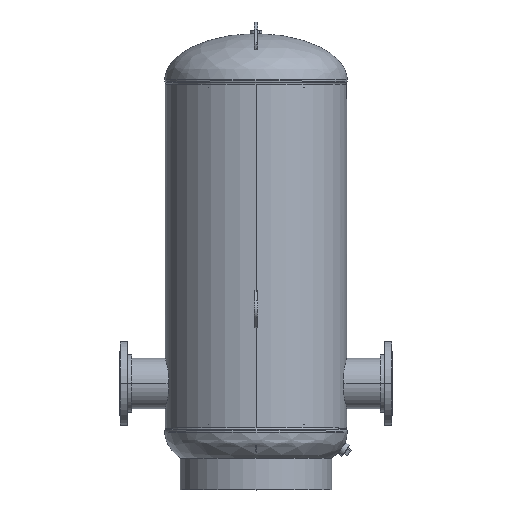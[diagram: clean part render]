
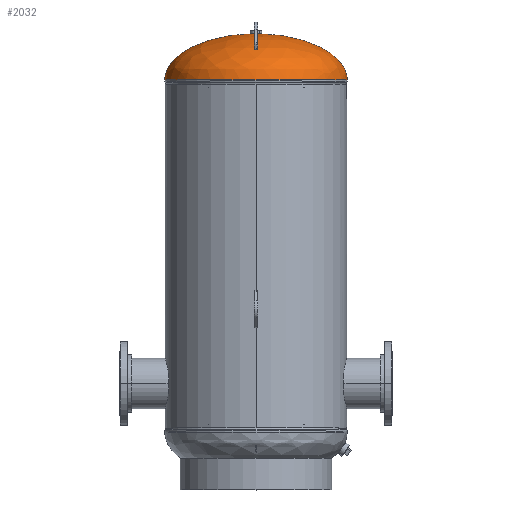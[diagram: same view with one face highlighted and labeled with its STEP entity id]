
A CAD part, top view. The second image highlights one B-rep face of the part: STEP entity #2032.
In plain terms, the highlighted free-form (B-spline) face has degree [3, 3] with [4, 4] control points.
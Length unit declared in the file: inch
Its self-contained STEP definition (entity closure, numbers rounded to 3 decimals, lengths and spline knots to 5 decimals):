
#47 = CARTESIAN_POINT ( 'NONE',  ( 0., 6.62626, 0.625 ) ) ;
#83 = ORIENTED_EDGE ( 'NONE', *, *, #12204, .F. ) ;
#327 =( BOUNDED_SURFACE ( )  B_SPLINE_SURFACE ( 3, 3, ( 
 ( #7024, #11107, #11999, #2349 ),
 ( #6239, #10143, #1400, #11806 ),
 ( #6960, #10865, #9897, #8334 ),
 ( #576, #10270, #1590, #12487 ) ),
 .UNSPECIFIED., .F., .F., .F. ) 
 B_SPLINE_SURFACE_WITH_KNOTS ( ( 4, 4 ),
 ( 4, 4 ),
 ( 0., 1. ),
 ( 0., 1. ),
 .UNSPECIFIED. ) 
 GEOMETRIC_REPRESENTATION_ITEM ( )  RATIONAL_B_SPLINE_SURFACE ( (
 ( 1., 0.333, 0.333, 1.),
 ( 0.817, 0.272, 0.272, 0.817),
 ( 0.817, 0.272, 0.272, 0.817),
 ( 1., 0.333, 0.333, 1.) ) ) 
 REPRESENTATION_ITEM ( '' )  SURFACE ( )  );
#401 = CARTESIAN_POINT ( 'NONE',  ( -12., 0.56, 0. ) ) ;
#576 = CARTESIAN_POINT ( 'NONE',  ( 12., 0.56, 0. ) ) ;
#1031 = EDGE_CURVE ( 'NONE', #6972, #9492, #12359, .T. ) ;
#1278 = ORIENTED_EDGE ( 'NONE', *, *, #1031, .T. ) ;
#1400 = CARTESIAN_POINT ( 'NONE',  ( -7.35823, 6.44849, 14.71646 ) ) ;
#1590 = CARTESIAN_POINT ( 'NONE',  ( -12., 0.56, 24. ) ) ;
#2032 = ADVANCED_FACE ( 'NONE', ( #9121 ), #327, .F. ) ;
#2349 = CARTESIAN_POINT ( 'NONE',  ( -0.625, 6.62626, 0. ) ) ;
#2787 = DIRECTION ( 'NONE',  ( 1., 0., 0. ) ) ;
#3110 = AXIS2_PLACEMENT_3D ( 'NONE', #3811, #4640, #6489 ) ;
#3340 = ORIENTED_EDGE ( 'NONE', *, *, #3861, .F. ) ;
#3600 = CARTESIAN_POINT ( 'NONE',  ( 12., 0.56, 0. ) ) ;
#3617 = DIRECTION ( 'NONE',  ( 0., 1., 0. ) ) ;
#3747 = CARTESIAN_POINT ( 'NONE',  ( 0., 6.62626, 0. ) ) ;
#3771 = CARTESIAN_POINT ( 'NONE',  ( 12., 0.56, 0. ) ) ;
#3811 = CARTESIAN_POINT ( 'NONE',  ( 0., 6.62626, 0. ) ) ;
#3861 = EDGE_CURVE ( 'NONE', #7435, #9492, #5789, .T. ) ;
#4389 = EDGE_CURVE ( 'NONE', #6972, #6732, #8632, .T. ) ;
#4476 = CARTESIAN_POINT ( 'NONE',  ( -12., 0.56, 0. ) ) ;
#4595 = CARTESIAN_POINT ( 'NONE',  ( 0.625, 6.62626, 0. ) ) ;
#4640 = DIRECTION ( 'NONE',  ( 0., 1., 0. ) ) ;
#5453 = CARTESIAN_POINT ( 'NONE',  ( 7.35823, 6.44849, 0. ) ) ;
#5789 = CIRCLE ( 'NONE', #7198, 12. ) ;
#6145 = CARTESIAN_POINT ( 'NONE',  ( -0.625, 6.62626, 0. ) ) ;
#6239 = CARTESIAN_POINT ( 'NONE',  ( 7.35823, 6.44849, 0. ) ) ;
#6489 = DIRECTION ( 'NONE',  ( 1., 0., 0. ) ) ;
#6732 = VERTEX_POINT ( 'NONE', #47 ) ;
#6960 = CARTESIAN_POINT ( 'NONE',  ( 12., 3.97305, 0. ) ) ;
#6972 = VERTEX_POINT ( 'NONE', #6145 ) ;
#7024 = CARTESIAN_POINT ( 'NONE',  ( 0.625, 6.62626, 0. ) ) ;
#7153 = VERTEX_POINT ( 'NONE', #4595 ) ;
#7198 = AXIS2_PLACEMENT_3D ( 'NONE', #10871, #8758, #11878 ) ;
#7362 = CIRCLE ( 'NONE', #3110, 0.625 ) ;
#7435 = VERTEX_POINT ( 'NONE', #3771 ) ;
#7825 = EDGE_LOOP ( 'NONE', ( #12179, #1278, #3340, #10456, #83 ) ) ;
#8334 = CARTESIAN_POINT ( 'NONE',  ( -12., 3.97305, 0. ) ) ;
#8427 = CARTESIAN_POINT ( 'NONE',  ( -0.625, 6.62626, 0. ) ) ;
#8632 = CIRCLE ( 'NONE', #8857, 0.625 ) ;
#8758 = DIRECTION ( 'NONE',  ( 0., -1., 0. ) ) ;
#8857 = AXIS2_PLACEMENT_3D ( 'NONE', #3747, #3617, #2787 ) ;
#9121 = FACE_OUTER_BOUND ( 'NONE', #7825, .T. ) ;
#9492 = VERTEX_POINT ( 'NONE', #401 ) ;
#9897 = CARTESIAN_POINT ( 'NONE',  ( -12., 3.97305, 24. ) ) ;
#10143 = CARTESIAN_POINT ( 'NONE',  ( 7.35823, 6.44849, 14.71646 ) ) ;
#10270 = CARTESIAN_POINT ( 'NONE',  ( 12., 0.56, 24. ) ) ;
#10456 = ORIENTED_EDGE ( 'NONE', *, *, #11827, .F. ) ;
#10760 =( BOUNDED_CURVE ( )  B_SPLINE_CURVE ( 3, ( #12415, #5453, #12351, #3600 ),
 .UNSPECIFIED., .F., .F. ) 
 B_SPLINE_CURVE_WITH_KNOTS ( ( 4, 4 ),
 ( 1.6229, 3.14159 ),
 .UNSPECIFIED. ) 
 CURVE ( )  GEOMETRIC_REPRESENTATION_ITEM ( )  RATIONAL_B_SPLINE_CURVE ( ( 1., 0.817, 0.817, 1. ) ) 
 REPRESENTATION_ITEM ( '' )  );
#10865 = CARTESIAN_POINT ( 'NONE',  ( 12., 3.97305, 24. ) ) ;
#10871 = CARTESIAN_POINT ( 'NONE',  ( 0., 0.56, 0. ) ) ;
#11107 = CARTESIAN_POINT ( 'NONE',  ( 0.625, 6.62626, 1.25 ) ) ;
#11806 = CARTESIAN_POINT ( 'NONE',  ( -7.35823, 6.44849, 0. ) ) ;
#11827 = EDGE_CURVE ( 'NONE', #7153, #7435, #10760, .T. ) ;
#11878 = DIRECTION ( 'NONE',  ( 1., 0., 0. ) ) ;
#11999 = CARTESIAN_POINT ( 'NONE',  ( -0.625, 6.62626, 1.25 ) ) ;
#12151 = CARTESIAN_POINT ( 'NONE',  ( -7.35823, 6.44849, 0. ) ) ;
#12179 = ORIENTED_EDGE ( 'NONE', *, *, #4389, .F. ) ;
#12204 = EDGE_CURVE ( 'NONE', #6732, #7153, #7362, .T. ) ;
#12273 = CARTESIAN_POINT ( 'NONE',  ( -12., 3.97305, 0. ) ) ;
#12351 = CARTESIAN_POINT ( 'NONE',  ( 12., 3.97305, 0. ) ) ;
#12359 =( BOUNDED_CURVE ( )  B_SPLINE_CURVE ( 3, ( #8427, #12151, #12273, #4476 ),
 .UNSPECIFIED., .F., .T. ) 
 B_SPLINE_CURVE_WITH_KNOTS ( ( 4, 4 ),
 ( 1.6229, 3.14159 ),
 .UNSPECIFIED. ) 
 CURVE ( )  GEOMETRIC_REPRESENTATION_ITEM ( )  RATIONAL_B_SPLINE_CURVE ( ( 1., 0.817, 0.817, 1. ) ) 
 REPRESENTATION_ITEM ( '' )  );
#12415 = CARTESIAN_POINT ( 'NONE',  ( 0.625, 6.62626, 0. ) ) ;
#12487 = CARTESIAN_POINT ( 'NONE',  ( -12., 0.56, 0. ) ) ;
